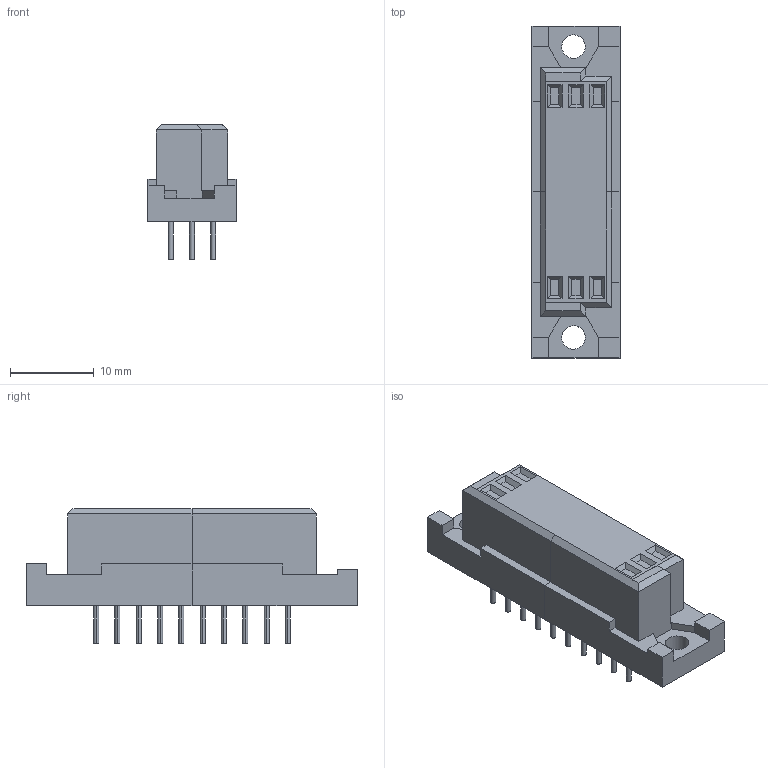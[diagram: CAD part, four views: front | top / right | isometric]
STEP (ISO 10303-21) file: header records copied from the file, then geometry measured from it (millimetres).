
FILE_DESCRIPTION((''),'2;1');
FILE_NAME('ERNI_254320.stp','2009-01-29T15:30:38',(''),(''),'Mechanical Desktop 2006','Mechanical Desktop 2006',', , ');
FILE_SCHEMA(('AUTOMOTIVE_DESIGN { 1 2 10303 214 0 1 1 1 }'));
Length unit declared in the file: millimetre
Products named in the file (1): Product
Bounding box: 10.5 x 39.6 x 16.1 mm (x, y, z)
Volume: 3491.8 mm3; surface area: 2608.3 mm2
Topology: 32 solids, 32 shells, 227 faces, 442 edges, 290 vertices
Faces by surface type: bspline 92, plane 75, cylinder 60
Entity records: 5626 total; most frequent: CARTESIAN_POINT 1535, ORIENTED_EDGE 882, DIRECTION 602, EDGE_CURVE 441, VERTEX_POINT 288, AXIS2_PLACEMENT_3D 256, EDGE_LOOP 241, FACE_OUTER_BOUND 227
